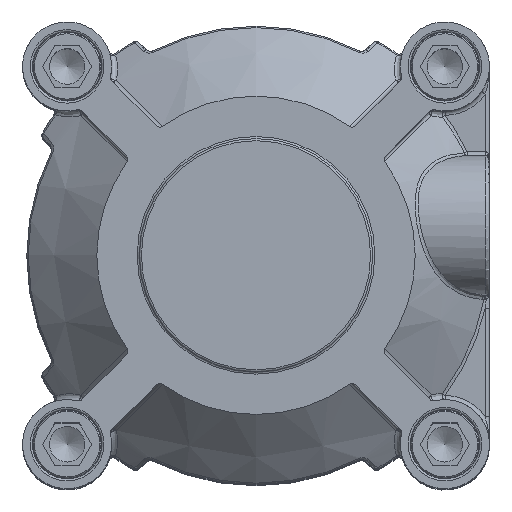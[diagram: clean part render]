
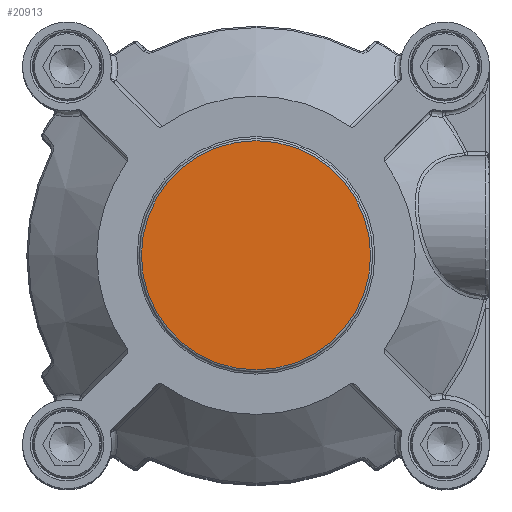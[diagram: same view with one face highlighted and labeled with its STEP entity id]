
A CAD part, top view. The second image highlights one B-rep face of the part: STEP entity #20913.
In plain terms, the highlighted planar face has unit normal (0, 0, 1).
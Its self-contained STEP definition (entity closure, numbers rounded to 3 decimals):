
#2210=FACE_OUTER_BOUND('',#3494,.T.);
#3494=EDGE_LOOP('',(#14712,#14713));
#7876=CIRCLE('',#22550,27.);
#7877=CIRCLE('',#22551,27.);
#9189=VERTEX_POINT('',#33435);
#9190=VERTEX_POINT('',#33437);
#11295=EDGE_CURVE('',#9189,#9190,#7876,.T.);
#11296=EDGE_CURVE('',#9190,#9189,#7877,.T.);
#14712=ORIENTED_EDGE('',*,*,#11296,.F.);
#14713=ORIENTED_EDGE('',*,*,#11295,.F.);
#20395=PLANE('',#22553);
#20913=ADVANCED_FACE('',(#2210),#20395,.F.);
#22550=AXIS2_PLACEMENT_3D('',#33438,#25226,#25227);
#22551=AXIS2_PLACEMENT_3D('',#33439,#25228,#25229);
#22553=AXIS2_PLACEMENT_3D('',#33441,#25232,#25233);
#25226=DIRECTION('center_axis',(0.,0.,-1.));
#25227=DIRECTION('ref_axis',(1.,0.,0.));
#25228=DIRECTION('center_axis',(0.,0.,-1.));
#25229=DIRECTION('ref_axis',(1.,0.,0.));
#25232=DIRECTION('center_axis',(0.,0.,-1.));
#25233=DIRECTION('ref_axis',(0.,1.,0.));
#33435=CARTESIAN_POINT('',(27.,0.,52.5));
#33437=CARTESIAN_POINT('',(-27.,0.,52.5));
#33438=CARTESIAN_POINT('Origin',(0.,0.,52.5));
#33439=CARTESIAN_POINT('Origin',(0.,0.,52.5));
#33441=CARTESIAN_POINT('Origin',(0.,-68.,52.5));
